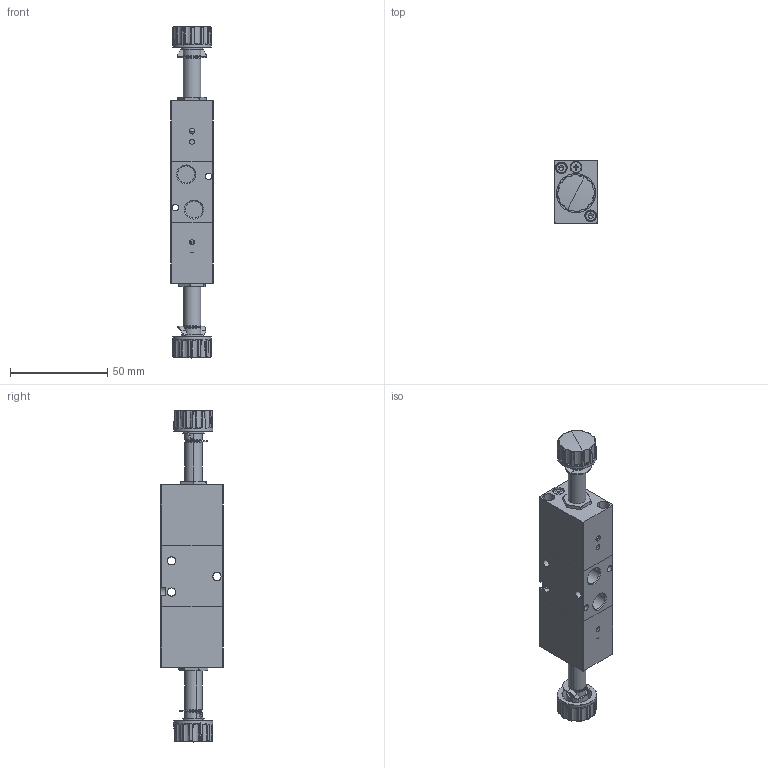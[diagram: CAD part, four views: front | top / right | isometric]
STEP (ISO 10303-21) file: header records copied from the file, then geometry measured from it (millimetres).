
FILE_DESCRIPTION (( 'STEP AP214' ), '1' );
FILE_NAME ('00_050_3.STEP', '2016-01-11T14:30:00', ( '' ), ( '' ), 'SwSTEP 2.0', 'SolidWorks 2016', '' );
FILE_SCHEMA (( 'AUTOMOTIVE_DESIGN' ));
Length unit declared in the file: millimetre
Products named in the file (1): 00_050_3
Bounding box: 22 x 32 x 170.3 mm (x, y, z)
Volume: 70973.2 mm3; surface area: 25148 mm2
Topology: 9 solids, 9 shells, 1942 faces, 5172 edges, 3271 vertices
Faces by surface type: cone 948, cylinder 515, plane 360, torus 83, bspline 28, sphere 8
Entity records: 70839 total; most frequent: CARTESIAN_POINT 14680, DIRECTION 10914, ORIENTED_EDGE 10308, EDGE_CURVE 5154, AXIS2_PLACEMENT_3D 4459, VERTEX_POINT 3265, CIRCLE 2544, EDGE_LOOP 2001
